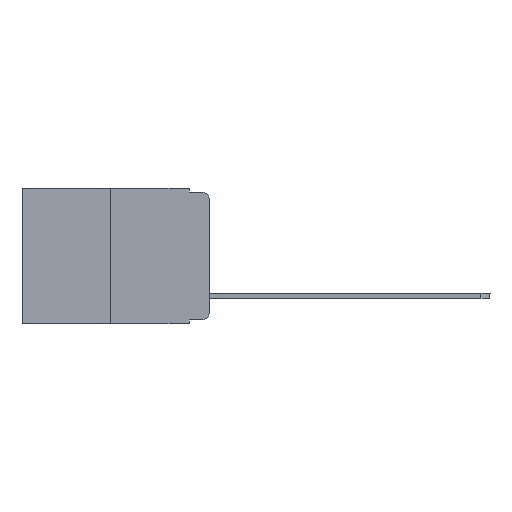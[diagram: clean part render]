
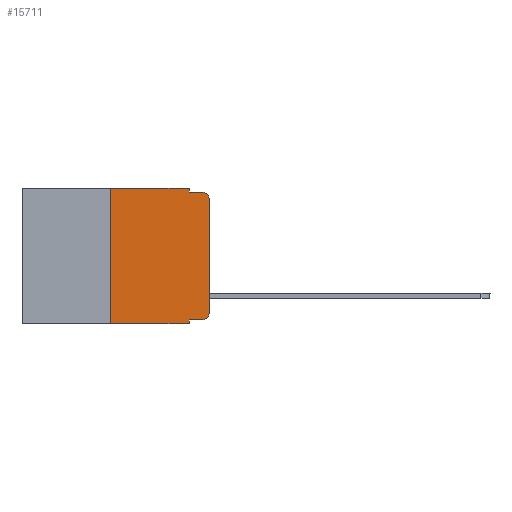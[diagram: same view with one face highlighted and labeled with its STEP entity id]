
A CAD part, left-side view. The second image highlights one B-rep face of the part: STEP entity #15711.
In plain terms, the highlighted planar face has unit normal (-1, 0, 0).
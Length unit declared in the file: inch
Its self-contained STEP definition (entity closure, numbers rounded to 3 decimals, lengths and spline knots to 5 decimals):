
#49 = PLANE ( 'NONE',  #8753 ) ;
#96 = CARTESIAN_POINT ( 'NONE',  ( 0., 0., -0.313 ) ) ;
#313 = EDGE_CURVE ( 'NONE', #10050, #10503, #18525, .T. ) ;
#817 = DIRECTION ( 'NONE',  ( -1., 0., 0. ) ) ;
#982 = DIRECTION ( 'NONE',  ( 0., -1., 0. ) ) ;
#1002 = AXIS2_PLACEMENT_3D ( 'NONE', #17671, #19457, #15898 ) ;
#1258 = VERTEX_POINT ( 'NONE', #11059 ) ;
#1452 = ORIENTED_EDGE ( 'NONE', *, *, #5901, .F. ) ;
#1929 = LINE ( 'NONE', #10165, #10567 ) ;
#2374 = DIRECTION ( 'NONE',  ( 0., 0., 1. ) ) ;
#2391 = ORIENTED_EDGE ( 'NONE', *, *, #20964, .T. ) ;
#2458 = CIRCLE ( 'NONE', #1002, 0.02 ) ;
#2505 = VERTEX_POINT ( 'NONE', #7920 ) ;
#3340 = VECTOR ( 'NONE', #982, 39.37008 ) ;
#4369 = VECTOR ( 'NONE', #20004, 39.37008 ) ;
#5144 = ORIENTED_EDGE ( 'NONE', *, *, #12700, .T. ) ;
#5264 = EDGE_CURVE ( 'NONE', #7557, #10050, #2458, .T. ) ;
#5315 = AXIS2_PLACEMENT_3D ( 'NONE', #6749, #817, #10459 ) ;
#5390 = EDGE_CURVE ( 'NONE', #16609, #8277, #20744, .T. ) ;
#5901 = EDGE_CURVE ( 'NONE', #11814, #1258, #9545, .T. ) ;
#6749 = CARTESIAN_POINT ( 'NONE',  ( 0., 0.02, -0.03 ) ) ;
#7232 = CARTESIAN_POINT ( 'NONE',  ( 0., 0., -0.03 ) ) ;
#7406 = FACE_OUTER_BOUND ( 'NONE', #14719, .T. ) ;
#7557 = VERTEX_POINT ( 'NONE', #9698 ) ;
#7920 = CARTESIAN_POINT ( 'NONE',  ( 0., 0.051, 0. ) ) ;
#7953 = CARTESIAN_POINT ( 'NONE',  ( 0., 0.25, -0.343 ) ) ;
#8132 = VECTOR ( 'NONE', #15747, 39.37008 ) ;
#8180 = CIRCLE ( 'NONE', #5315, 0.02 ) ;
#8277 = VERTEX_POINT ( 'NONE', #18739 ) ;
#8753 = AXIS2_PLACEMENT_3D ( 'NONE', #11449, #20965, #14551 ) ;
#8867 = CARTESIAN_POINT ( 'NONE',  ( 0., 0.051, -0.01 ) ) ;
#8903 = CARTESIAN_POINT ( 'NONE',  ( 0., 0.051, 0. ) ) ;
#9050 = VECTOR ( 'NONE', #13779, 39.37008 ) ;
#9545 = LINE ( 'NONE', #8903, #9050 ) ;
#9698 = CARTESIAN_POINT ( 'NONE',  ( 0., 0.02, -0.333 ) ) ;
#10050 = VERTEX_POINT ( 'NONE', #96 ) ;
#10165 = CARTESIAN_POINT ( 'NONE',  ( 0., 0.051, -0.333 ) ) ;
#10216 = EDGE_CURVE ( 'NONE', #2505, #16609, #11958, .T. ) ;
#10459 = DIRECTION ( 'NONE',  ( 0., 0., -1. ) ) ;
#10503 = VERTEX_POINT ( 'NONE', #7232 ) ;
#10538 = EDGE_CURVE ( 'NONE', #16224, #1258, #19325, .T. ) ;
#10567 = VECTOR ( 'NONE', #11773, 39.37008 ) ;
#10977 = ORIENTED_EDGE ( 'NONE', *, *, #20473, .F. ) ;
#11059 = CARTESIAN_POINT ( 'NONE',  ( 0., 0.051, -0.343 ) ) ;
#11408 = ORIENTED_EDGE ( 'NONE', *, *, #10538, .T. ) ;
#11449 = CARTESIAN_POINT ( 'NONE',  ( 0., 0.473, 0. ) ) ;
#11773 = DIRECTION ( 'NONE',  ( 0., -1., 0. ) ) ;
#11814 = VERTEX_POINT ( 'NONE', #18804 ) ;
#11958 = LINE ( 'NONE', #19862, #4369 ) ;
#12237 = VECTOR ( 'NONE', #2374, 39.37008 ) ;
#12486 = LINE ( 'NONE', #15629, #3340 ) ;
#12700 = EDGE_CURVE ( 'NONE', #11814, #7557, #1929, .T. ) ;
#13055 = CARTESIAN_POINT ( 'NONE',  ( 0., 0.051, -0.01 ) ) ;
#13343 = ORIENTED_EDGE ( 'NONE', *, *, #15608, .F. ) ;
#13779 = DIRECTION ( 'NONE',  ( 0., 0., -1. ) ) ;
#14154 = CARTESIAN_POINT ( 'NONE',  ( 0., 0.473, -0.343 ) ) ;
#14188 = ORIENTED_EDGE ( 'NONE', *, *, #5264, .T. ) ;
#14430 = ORIENTED_EDGE ( 'NONE', *, *, #313, .T. ) ;
#14551 = DIRECTION ( 'NONE',  ( 0., 0., -1. ) ) ;
#14719 = EDGE_LOOP ( 'NONE', ( #14430, #2391, #15080, #20461, #13343, #10977, #11408, #1452, #5144, #14188 ) ) ;
#14911 = CARTESIAN_POINT ( 'NONE',  ( 0., 0.25, 0. ) ) ;
#14976 = VECTOR ( 'NONE', #15722, 39.37008 ) ;
#15080 = ORIENTED_EDGE ( 'NONE', *, *, #5390, .F. ) ;
#15195 = VERTEX_POINT ( 'NONE', #14911 ) ;
#15608 = EDGE_CURVE ( 'NONE', #15195, #2505, #12486, .T. ) ;
#15629 = CARTESIAN_POINT ( 'NONE',  ( 0., 0.473, 0. ) ) ;
#15711 = ADVANCED_FACE ( 'NONE', ( #7406 ), #49, .F. ) ;
#15722 = DIRECTION ( 'NONE',  ( 0., -1., 0. ) ) ;
#15747 = DIRECTION ( 'NONE',  ( 0., 0., 1. ) ) ;
#15898 = DIRECTION ( 'NONE',  ( 0., 0., -1. ) ) ;
#16224 = VERTEX_POINT ( 'NONE', #7953 ) ;
#16609 = VERTEX_POINT ( 'NONE', #8867 ) ;
#16657 = DIRECTION ( 'NONE',  ( 0., -1., 0. ) ) ;
#17249 = CARTESIAN_POINT ( 'NONE',  ( 0., 0., 0. ) ) ;
#17671 = CARTESIAN_POINT ( 'NONE',  ( 0., 0.02, -0.313 ) ) ;
#17980 = CARTESIAN_POINT ( 'NONE',  ( 0., 0.25, 0. ) ) ;
#18525 = LINE ( 'NONE', #17249, #8132 ) ;
#18739 = CARTESIAN_POINT ( 'NONE',  ( 0., 0.02, -0.01 ) ) ;
#18804 = CARTESIAN_POINT ( 'NONE',  ( 0., 0.051, -0.333 ) ) ;
#19325 = LINE ( 'NONE', #14154, #14976 ) ;
#19457 = DIRECTION ( 'NONE',  ( -1., 0., 0. ) ) ;
#19861 = LINE ( 'NONE', #17980, #12237 ) ;
#19862 = CARTESIAN_POINT ( 'NONE',  ( 0., 0.051, 0. ) ) ;
#20004 = DIRECTION ( 'NONE',  ( 0., 0., -1. ) ) ;
#20461 = ORIENTED_EDGE ( 'NONE', *, *, #10216, .F. ) ;
#20473 = EDGE_CURVE ( 'NONE', #16224, #15195, #19861, .T. ) ;
#20744 = LINE ( 'NONE', #13055, #20976 ) ;
#20964 = EDGE_CURVE ( 'NONE', #10503, #8277, #8180, .T. ) ;
#20965 = DIRECTION ( 'NONE',  ( 1., 0., 0. ) ) ;
#20976 = VECTOR ( 'NONE', #16657, 39.37008 ) ;
